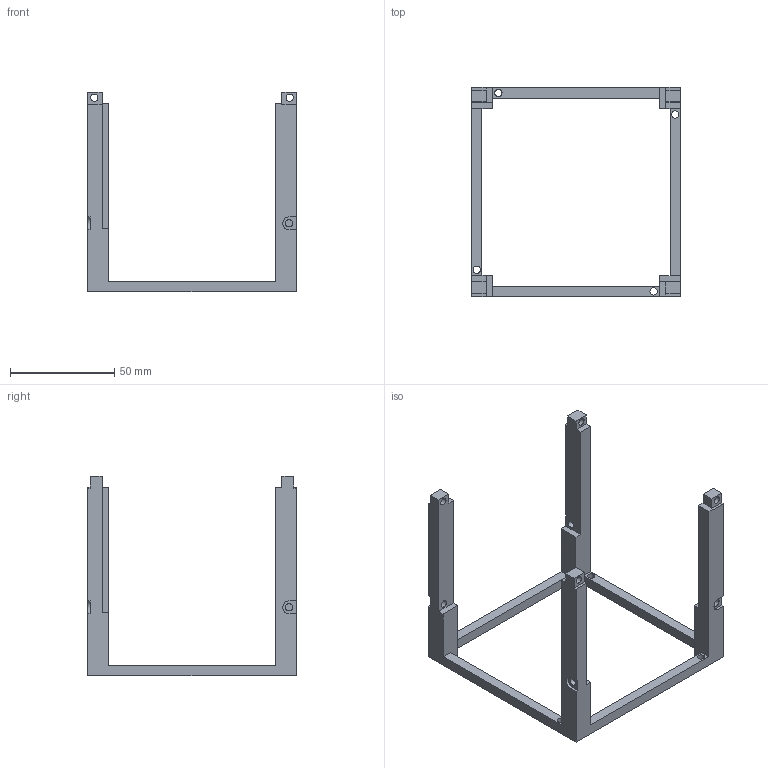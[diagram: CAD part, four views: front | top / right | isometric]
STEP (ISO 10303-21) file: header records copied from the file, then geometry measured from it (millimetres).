
FILE_DESCRIPTION(('FreeCAD Model'),'2;1');
FILE_NAME('Open CASCADE Shape Model','2024-04-18T10:59:53',(''),(''), 'Open CASCADE STEP processor 7.6','FreeCAD','Unknown');
FILE_SCHEMA(('AUTOMOTIVE_DESIGN { 1 0 10303 214 1 1 1 1 }'));
Length unit declared in the file: millimetre
Products named in the file (1): Body
Bounding box: 100 x 100 x 95.3 mm (x, y, z)
Volume: 36838.4 mm3; surface area: 21047.9 mm2
Topology: 1 solids, 1 shells, 79 faces, 232 edges, 154 vertices
Faces by surface type: plane 63, cylinder 16
Full cylindrical faces by diameter (mm): 3.5 x12
Entity records: 2676 total; most frequent: CARTESIAN_POINT 466, ORIENTED_EDGE 464, DIRECTION 424, EDGE_CURVE 232, LINE 200, VECTOR 200, VERTEX_POINT 154, AXIS2_PLACEMENT_3D 112
